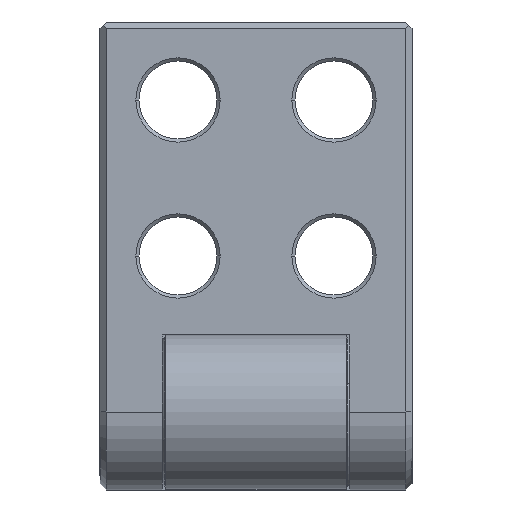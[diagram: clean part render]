
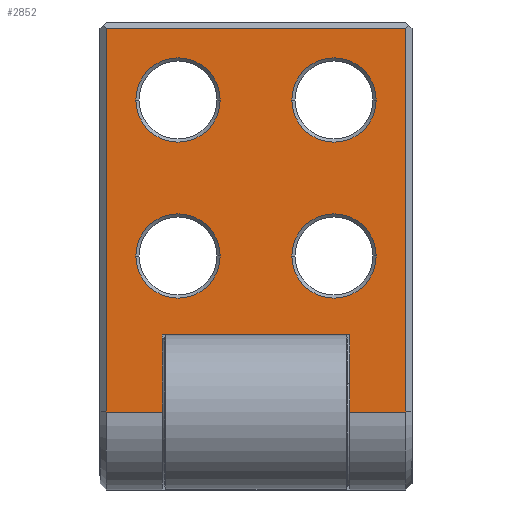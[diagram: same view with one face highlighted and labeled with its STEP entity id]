
A CAD part, left-side view. The second image highlights one B-rep face of the part: STEP entity #2852.
In plain terms, the highlighted planar face has unit normal (-1, 0, 0).
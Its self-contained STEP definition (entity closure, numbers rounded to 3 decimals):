
#270=CARTESIAN_POINT('Vertex',(-12.5,24.,0.)) ;
#302=CARTESIAN_POINT('Line Origine',(-12.5,24.,24.5)) ;
#306=CARTESIAN_POINT('Vertex',(-12.5,24.,61.5)) ;
#596=CARTESIAN_POINT('Line Origine',(-12.5,0.5,61.5)) ;
#600=CARTESIAN_POINT('Vertex',(-12.5,-24.,61.5)) ;
#645=CARTESIAN_POINT('Vertex',(-12.5,15.,0.)) ;
#648=CARTESIAN_POINT('Line Origine',(-12.5,0.,0.)) ;
#1031=CARTESIAN_POINT('Line Origine',(-12.5,-24.,38.75)) ;
#1035=CARTESIAN_POINT('Vertex',(-12.5,-24.,0.)) ;
#1730=CARTESIAN_POINT('Vertex',(-12.5,-5.75,50.)) ;
#1737=CARTESIAN_POINT('Vertex',(-12.5,-19.25,50.)) ;
#1740=CARTESIAN_POINT('Axis2P3D Location',(-12.5,-12.5,50.)) ;
#1818=CARTESIAN_POINT('Axis2P3D Location',(-12.5,-12.5,50.)) ;
#1861=CARTESIAN_POINT('Vertex',(-12.5,19.25,50.)) ;
#1868=CARTESIAN_POINT('Vertex',(-12.5,5.75,50.)) ;
#1871=CARTESIAN_POINT('Axis2P3D Location',(-12.5,12.5,50.)) ;
#2113=CARTESIAN_POINT('Vertex',(-12.5,15.,12.5)) ;
#2116=CARTESIAN_POINT('Line Origine',(-12.5,15.,6.25)) ;
#2149=CARTESIAN_POINT('Vertex',(-12.5,-15.,12.5)) ;
#2152=CARTESIAN_POINT('Line Origine',(-12.5,0.,12.5)) ;
#2173=CARTESIAN_POINT('Vertex',(-12.5,-15.,0.)) ;
#2178=CARTESIAN_POINT('Line Origine',(-12.5,-15.,6.25)) ;
#2207=CARTESIAN_POINT('Line Origine',(-12.5,0.,0.)) ;
#2298=CARTESIAN_POINT('Axis2P3D Location',(-12.5,12.5,50.)) ;
#2694=CARTESIAN_POINT('Vertex',(-12.5,19.25,25.)) ;
#2701=CARTESIAN_POINT('Vertex',(-12.5,5.75,25.)) ;
#2704=CARTESIAN_POINT('Axis2P3D Location',(-12.5,12.5,25.)) ;
#2721=CARTESIAN_POINT('Axis2P3D Location',(-12.5,12.5,25.)) ;
#2807=CARTESIAN_POINT('Axis2P3D Location',(-12.5,0.,0.)) ;
#2822=CARTESIAN_POINT('Axis2P3D Location',(-12.5,-12.5,25.)) ;
#2826=CARTESIAN_POINT('Vertex',(-12.5,-5.75,25.)) ;
#2828=CARTESIAN_POINT('Vertex',(-12.5,-19.25,25.)) ;
#2831=CARTESIAN_POINT('Axis2P3D Location',(-12.5,-12.5,25.)) ;
#303=DIRECTION('Vector Direction',(0.,0.,-1.)) ;
#597=DIRECTION('Vector Direction',(0.,-1.,0.)) ;
#649=DIRECTION('Vector Direction',(0.,1.,0.)) ;
#1032=DIRECTION('Vector Direction',(0.,0.,-1.)) ;
#1741=DIRECTION('Axis2P3D Direction',(1.,0.,0.)) ;
#1819=DIRECTION('Axis2P3D Direction',(1.,0.,0.)) ;
#1872=DIRECTION('Axis2P3D Direction',(1.,0.,0.)) ;
#2117=DIRECTION('Vector Direction',(0.,0.,-1.)) ;
#2153=DIRECTION('Vector Direction',(0.,1.,0.)) ;
#2179=DIRECTION('Vector Direction',(0.,0.,1.)) ;
#2208=DIRECTION('Vector Direction',(0.,1.,0.)) ;
#2299=DIRECTION('Axis2P3D Direction',(1.,0.,0.)) ;
#2705=DIRECTION('Axis2P3D Direction',(1.,0.,-0.)) ;
#2722=DIRECTION('Axis2P3D Direction',(1.,0.,0.)) ;
#2808=DIRECTION('Axis2P3D Direction',(1.,0.,-0.)) ;
#2809=DIRECTION('Axis2P3D XDirection',(0.,0.,1.)) ;
#2823=DIRECTION('Axis2P3D Direction',(1.,0.,-0.)) ;
#2832=DIRECTION('Axis2P3D Direction',(1.,0.,-0.)) ;
#1742=AXIS2_PLACEMENT_3D('Circle Axis2P3D',#1740,#1741,$) ;
#1820=AXIS2_PLACEMENT_3D('Circle Axis2P3D',#1818,#1819,$) ;
#1873=AXIS2_PLACEMENT_3D('Circle Axis2P3D',#1871,#1872,$) ;
#2300=AXIS2_PLACEMENT_3D('Circle Axis2P3D',#2298,#2299,$) ;
#2706=AXIS2_PLACEMENT_3D('Circle Axis2P3D',#2704,#2705,$) ;
#2723=AXIS2_PLACEMENT_3D('Circle Axis2P3D',#2721,#2722,$) ;
#2810=AXIS2_PLACEMENT_3D('Plane Axis2P3D',#2807,#2808,#2809) ;
#2824=AXIS2_PLACEMENT_3D('Circle Axis2P3D',#2822,#2823,$) ;
#2833=AXIS2_PLACEMENT_3D('Circle Axis2P3D',#2831,#2832,$) ;
#2813=ORIENTED_EDGE('',*,*,#308,.F.) ;
#2814=ORIENTED_EDGE('',*,*,#652,.T.) ;
#2815=ORIENTED_EDGE('',*,*,#2120,.T.) ;
#2816=ORIENTED_EDGE('',*,*,#2156,.T.) ;
#2817=ORIENTED_EDGE('',*,*,#2182,.T.) ;
#2818=ORIENTED_EDGE('',*,*,#2211,.T.) ;
#2819=ORIENTED_EDGE('',*,*,#1037,.T.) ;
#2820=ORIENTED_EDGE('',*,*,#602,.F.) ;
#2837=ORIENTED_EDGE('',*,*,#2830,.T.) ;
#2838=ORIENTED_EDGE('',*,*,#2835,.T.) ;
#2841=ORIENTED_EDGE('',*,*,#2708,.T.) ;
#2842=ORIENTED_EDGE('',*,*,#2725,.T.) ;
#2845=ORIENTED_EDGE('',*,*,#2302,.T.) ;
#2846=ORIENTED_EDGE('',*,*,#1875,.T.) ;
#2849=ORIENTED_EDGE('',*,*,#1822,.T.) ;
#2850=ORIENTED_EDGE('',*,*,#1744,.T.) ;
#2839=FACE_BOUND('',#2836,.T.) ;
#2843=FACE_BOUND('',#2840,.T.) ;
#2847=FACE_BOUND('',#2844,.T.) ;
#2851=FACE_BOUND('',#2848,.T.) ;
#304=VECTOR('Line Direction',#303,1.) ;
#598=VECTOR('Line Direction',#597,1.) ;
#650=VECTOR('Line Direction',#649,1.) ;
#1033=VECTOR('Line Direction',#1032,1.) ;
#2118=VECTOR('Line Direction',#2117,1.) ;
#2154=VECTOR('Line Direction',#2153,1.) ;
#2180=VECTOR('Line Direction',#2179,1.) ;
#2209=VECTOR('Line Direction',#2208,1.) ;
#2852=ADVANCED_FACE('Hauptk\X2\00F6\X0\rper',(#2821,#2839,#2843,#2847,#2851),#2811,.F.) ;
#1743=CIRCLE('generated circle',#1742,6.75) ;
#1821=CIRCLE('generated circle',#1820,6.75) ;
#1874=CIRCLE('generated circle',#1873,6.75) ;
#2301=CIRCLE('generated circle',#2300,6.75) ;
#2707=CIRCLE('generated circle',#2706,6.75) ;
#2724=CIRCLE('generated circle',#2723,6.75) ;
#2825=CIRCLE('generated circle',#2824,6.75) ;
#2834=CIRCLE('generated circle',#2833,6.75) ;
#308=EDGE_CURVE('',#271,#307,#305,.F.) ;
#602=EDGE_CURVE('',#307,#601,#599,.T.) ;
#652=EDGE_CURVE('',#271,#646,#651,.F.) ;
#1037=EDGE_CURVE('',#1036,#601,#1034,.F.) ;
#1744=EDGE_CURVE('',#1731,#1738,#1743,.T.) ;
#1822=EDGE_CURVE('',#1738,#1731,#1821,.T.) ;
#1875=EDGE_CURVE('',#1862,#1869,#1874,.T.) ;
#2120=EDGE_CURVE('',#646,#2114,#2119,.F.) ;
#2156=EDGE_CURVE('',#2114,#2150,#2155,.F.) ;
#2182=EDGE_CURVE('',#2150,#2174,#2181,.F.) ;
#2211=EDGE_CURVE('',#2174,#1036,#2210,.F.) ;
#2302=EDGE_CURVE('',#1869,#1862,#2301,.T.) ;
#2708=EDGE_CURVE('',#2695,#2702,#2707,.T.) ;
#2725=EDGE_CURVE('',#2702,#2695,#2724,.T.) ;
#2830=EDGE_CURVE('',#2827,#2829,#2825,.T.) ;
#2835=EDGE_CURVE('',#2829,#2827,#2834,.T.) ;
#2812=EDGE_LOOP('',(#2813,#2814,#2815,#2816,#2817,#2818,#2819,#2820)) ;
#2836=EDGE_LOOP('',(#2837,#2838)) ;
#2840=EDGE_LOOP('',(#2841,#2842)) ;
#2844=EDGE_LOOP('',(#2845,#2846)) ;
#2848=EDGE_LOOP('',(#2849,#2850)) ;
#2821=FACE_OUTER_BOUND('',#2812,.T.) ;
#305=LINE('Line',#302,#304) ;
#599=LINE('Line',#596,#598) ;
#651=LINE('Line',#648,#650) ;
#1034=LINE('Line',#1031,#1033) ;
#2119=LINE('Line',#2116,#2118) ;
#2155=LINE('Line',#2152,#2154) ;
#2181=LINE('Line',#2178,#2180) ;
#2210=LINE('Line',#2207,#2209) ;
#2811=PLANE('Plane',#2810) ;
#271=VERTEX_POINT('',#270) ;
#307=VERTEX_POINT('',#306) ;
#601=VERTEX_POINT('',#600) ;
#646=VERTEX_POINT('',#645) ;
#1036=VERTEX_POINT('',#1035) ;
#1731=VERTEX_POINT('',#1730) ;
#1738=VERTEX_POINT('',#1737) ;
#1862=VERTEX_POINT('',#1861) ;
#1869=VERTEX_POINT('',#1868) ;
#2114=VERTEX_POINT('',#2113) ;
#2150=VERTEX_POINT('',#2149) ;
#2174=VERTEX_POINT('',#2173) ;
#2695=VERTEX_POINT('',#2694) ;
#2702=VERTEX_POINT('',#2701) ;
#2827=VERTEX_POINT('',#2826) ;
#2829=VERTEX_POINT('',#2828) ;
